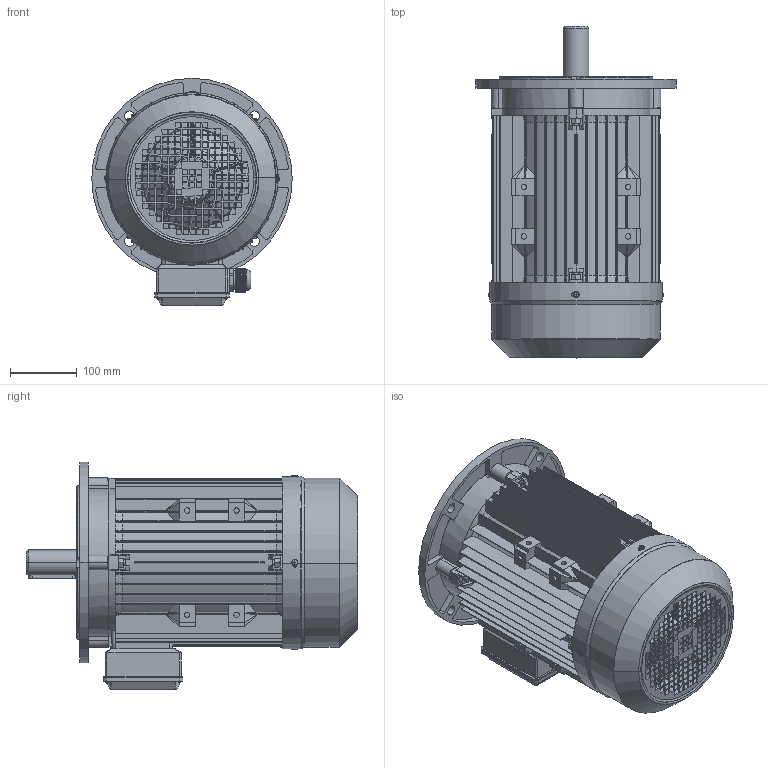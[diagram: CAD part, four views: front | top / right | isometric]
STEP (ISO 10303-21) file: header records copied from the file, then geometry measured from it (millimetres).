
FILE_DESCRIPTION (( 'STEP AP203' ), '1' );
FILE_NAME ('MS132L B5 外形图.STEP', '2009-04-01T13:41:16', ( '微软用户' ), ( '微软中国' ), 'SwSTEP 2.0', 'SolidWorks 2008', '' );
FILE_SCHEMA (( 'CONFIG_CONTROL_DESIGN' ));
Length unit declared in the file: millimetre
Products named in the file (14): 132L机壳_默认; 132后盖_默认; 螺钉M5_默认; 132风叶_默认; 内六角圆柱头螺栓M7_默认; MS132L B5 俋倛芞; 132B5盖_默认; 112-132接线盒_默认; 112-132接线盒盖_默认; 132油封_默认; 132风罩_默认; 112-132出线螺套_默认; 风罩螺钉M5_默认; 132机壳螺母_默认
Assembly tree (32 placements, depth 2):
  MS132L B5 俋倛芞
    风罩螺钉M5_默认  x4
    132机壳螺母_默认  x7
    内六角圆柱头螺栓M7_默认  x8
    132风叶_默认
    132油封_默认
    112-132出线螺套_默认
    螺钉M5_默认  x4
    132L机壳_默认
    112-132接线盒盖_默认
    112-132接线盒_默认
    132后盖_默认
    132B5盖_默认
    132风罩_默认
Bounding box: 300 x 496.5 x 340 mm (x, y, z)
Volume: 3226509.8 mm3; surface area: 1624090.6 mm2
Topology: 32 solids, 32 shells, 3380 faces, 8877 edges, 5663 vertices
Faces by surface type: plane 2282, cylinder 684, cone 312, torus 90, sphere 12
Entity records: 88252 total; most frequent: CARTESIAN_POINT 18349, ORIENTED_EDGE 14498, DIRECTION 13355, EDGE_CURVE 7249, VECTOR 5043, LINE 5043, VERTEX_POINT 4690, AXIS2_PLACEMENT_3D 4156
